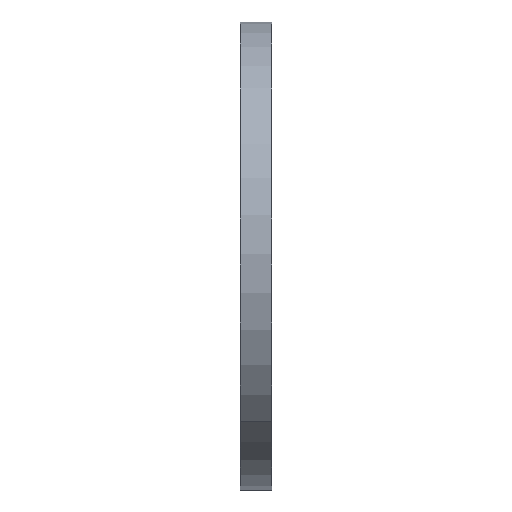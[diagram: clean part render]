
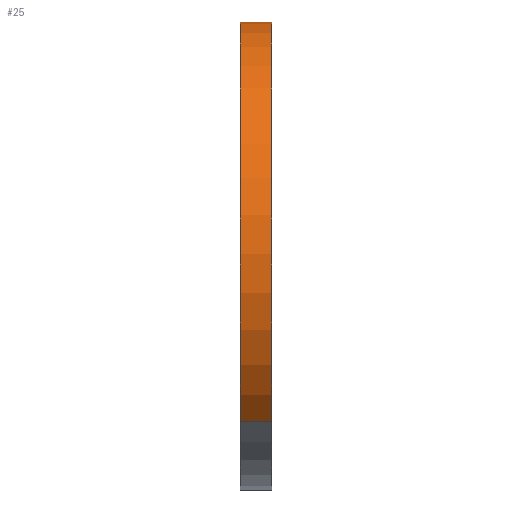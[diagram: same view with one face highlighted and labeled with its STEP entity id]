
A CAD part, top view. The second image highlights one B-rep face of the part: STEP entity #25.
In plain terms, the highlighted free-form (B-spline) face has degree [2, 1] with [5, 2] control points.
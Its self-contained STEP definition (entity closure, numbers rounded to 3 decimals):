
#25=ADVANCED_FACE('',(#77),#524,.T.);
#77=FACE_OUTER_BOUND('',#117,.T.);
#117=EDGE_LOOP('',(#178,#179,#180,#181));
#178=ORIENTED_EDGE('',*,*,#316,.F.);
#179=ORIENTED_EDGE('',*,*,#326,.T.);
#180=ORIENTED_EDGE('',*,*,#327,.T.);
#181=ORIENTED_EDGE('',*,*,#328,.T.);
#316=EDGE_CURVE('',#472,#473,#404,.T.);
#326=EDGE_CURVE('',#472,#482,#394,.T.);
#327=EDGE_CURVE('',#482,#483,#414,.T.);
#328=EDGE_CURVE('',#483,#473,#395,.T.);
#394=B_SPLINE_CURVE_WITH_KNOTS('',1,(#962,#963),.UNSPECIFIED.,.F.,.F.,(2,
2),(0.,10.),.UNSPECIFIED.);
#395=B_SPLINE_CURVE_WITH_KNOTS('',1,(#969,#970),.UNSPECIFIED.,.F.,.F.,(2,
2),(-10.,0.),.UNSPECIFIED.);
#404=(
BOUNDED_CURVE()
B_SPLINE_CURVE(2,(#912,#913,#914,#915,#916),.UNSPECIFIED.,.F.,.F.)
B_SPLINE_CURVE_WITH_KNOTS((3,2,3),(0.,115.454,230.907),
 .UNSPECIFIED.)
CURVE()
GEOMETRIC_REPRESENTATION_ITEM()
RATIONAL_B_SPLINE_CURVE((1.,0.707,1.,0.707,1.))
REPRESENTATION_ITEM('')
);
#414=(
BOUNDED_CURVE()
B_SPLINE_CURVE(2,(#964,#965,#966,#967,#968),.UNSPECIFIED.,.F.,.F.)
B_SPLINE_CURVE_WITH_KNOTS((3,2,3),(0.,115.454,230.907),
 .UNSPECIFIED.)
CURVE()
GEOMETRIC_REPRESENTATION_ITEM()
RATIONAL_B_SPLINE_CURVE((1.,0.707,1.,0.707,1.))
REPRESENTATION_ITEM('')
);
#472=VERTEX_POINT('',#860);
#473=VERTEX_POINT('',#861);
#482=VERTEX_POINT('',#870);
#483=VERTEX_POINT('',#871);
#524=(
BOUNDED_SURFACE()
B_SPLINE_SURFACE(2,1,((#595,#596),(#597,#598),(#599,#600),(#601,#602),(#603,
#604)),.UNSPECIFIED.,.F.,.F.,.F.)
B_SPLINE_SURFACE_WITH_KNOTS((3,2,3),(2,2),(-230.907,-115.454,
0.),(0.,10.),.UNSPECIFIED.)
GEOMETRIC_REPRESENTATION_ITEM()
RATIONAL_B_SPLINE_SURFACE(((1.,1.),(0.707,0.707),
(1.,1.),(0.707,0.707),(1.,1.)))
REPRESENTATION_ITEM('')
SURFACE()
);
#595=CARTESIAN_POINT('',(3.,51.972,-51.972));
#596=CARTESIAN_POINT('',(13.,51.972,-51.972));
#597=CARTESIAN_POINT('',(3.,103.945,0.));
#598=CARTESIAN_POINT('',(13.,103.945,0.));
#599=CARTESIAN_POINT('',(3.,51.972,51.972));
#600=CARTESIAN_POINT('',(13.,51.972,51.972));
#601=CARTESIAN_POINT('',(3.,0.,103.945));
#602=CARTESIAN_POINT('',(13.,0.,103.945));
#603=CARTESIAN_POINT('',(3.,-51.972,51.972));
#604=CARTESIAN_POINT('',(13.,-51.972,51.972));
#860=CARTESIAN_POINT('',(3.,-51.972,51.972));
#861=CARTESIAN_POINT('',(3.,51.972,-51.972));
#870=CARTESIAN_POINT('',(13.,-51.972,51.972));
#871=CARTESIAN_POINT('',(13.,51.972,-51.972));
#912=CARTESIAN_POINT('',(3.,-51.972,51.972));
#913=CARTESIAN_POINT('',(3.,0.,103.945));
#914=CARTESIAN_POINT('',(3.,51.972,51.972));
#915=CARTESIAN_POINT('',(3.,103.945,0.));
#916=CARTESIAN_POINT('',(3.,51.972,-51.972));
#962=CARTESIAN_POINT('',(3.,-51.972,51.972));
#963=CARTESIAN_POINT('',(13.,-51.972,51.972));
#964=CARTESIAN_POINT('',(13.,-51.972,51.972));
#965=CARTESIAN_POINT('',(13.,0.,103.945));
#966=CARTESIAN_POINT('',(13.,51.972,51.972));
#967=CARTESIAN_POINT('',(13.,103.945,0.));
#968=CARTESIAN_POINT('',(13.,51.972,-51.972));
#969=CARTESIAN_POINT('',(13.,51.972,-51.972));
#970=CARTESIAN_POINT('',(3.,51.972,-51.972));
